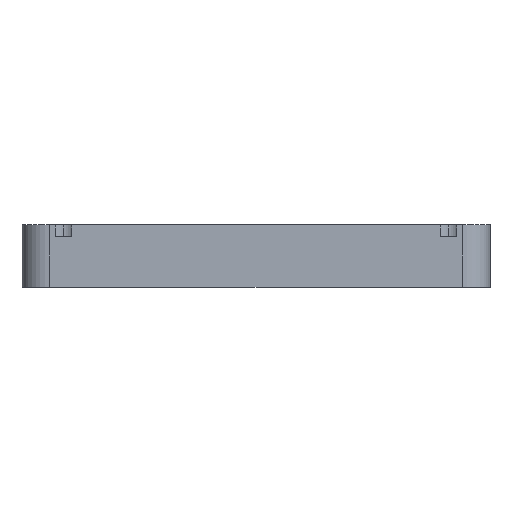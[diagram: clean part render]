
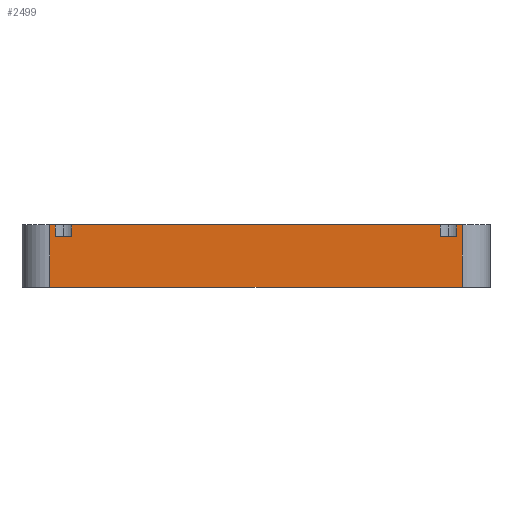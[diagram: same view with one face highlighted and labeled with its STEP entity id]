
A CAD part, left-side view. The second image highlights one B-rep face of the part: STEP entity #2499.
In plain terms, the highlighted planar face has unit normal (-1, 0, 0).
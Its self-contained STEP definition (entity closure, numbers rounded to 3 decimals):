
#70 = ORIENTED_EDGE ( 'NONE', *, *, #1213, .F. ) ;
#87 = LINE ( 'NONE', #2207, #3508 ) ;
#151 = CARTESIAN_POINT ( 'NONE',  ( -29.85, 0., 6.2 ) ) ;
#302 = EDGE_CURVE ( 'NONE', #1203, #3612, #2669, .T. ) ;
#458 = ORIENTED_EDGE ( 'NONE', *, *, #1102, .T. ) ;
#460 = ORIENTED_EDGE ( 'NONE', *, *, #3485, .F. ) ;
#514 = VECTOR ( 'NONE', #2383, 1000. ) ;
#581 = EDGE_CURVE ( 'NONE', #4297, #2194, #4034, .T. ) ;
#613 = FACE_OUTER_BOUND ( 'NONE', #1717, .T. ) ;
#636 = VECTOR ( 'NONE', #2290, 1000. ) ;
#663 = CARTESIAN_POINT ( 'NONE',  ( -29.85, 4.597, 4.2 ) ) ;
#782 = CARTESIAN_POINT ( 'NONE',  ( -29.85, 0., 6.2 ) ) ;
#802 = CARTESIAN_POINT ( 'NONE',  ( -29.85, 74.117, 4.2 ) ) ;
#806 = DIRECTION ( 'NONE',  ( 0., -1., 0. ) ) ;
#935 = EDGE_CURVE ( 'NONE', #3786, #2959, #3186, .T. ) ;
#1008 = VECTOR ( 'NONE', #1406, 1000. ) ;
#1102 = EDGE_CURVE ( 'NONE', #2079, #2194, #2237, .T. ) ;
#1169 = ORIENTED_EDGE ( 'NONE', *, *, #3805, .T. ) ;
#1203 = VERTEX_POINT ( 'NONE', #1941 ) ;
#1213 = EDGE_CURVE ( 'NONE', #1203, #3961, #3694, .T. ) ;
#1233 = DIRECTION ( 'NONE',  ( 0., 1., 0. ) ) ;
#1235 = DIRECTION ( 'NONE',  ( 0., 0., 1. ) ) ;
#1406 = DIRECTION ( 'NONE',  ( 0., 0., -1. ) ) ;
#1473 = LINE ( 'NONE', #782, #2563 ) ;
#1541 = AXIS2_PLACEMENT_3D ( 'NONE', #2004, #2654, #1233 ) ;
#1544 = CARTESIAN_POINT ( 'NONE',  ( -29.85, 0.6, -5. ) ) ;
#1546 = VECTOR ( 'NONE', #1235, 1000. ) ;
#1585 = CARTESIAN_POINT ( 'NONE',  ( -29.85, 4.597, 4.2 ) ) ;
#1599 = VECTOR ( 'NONE', #2381, 1000. ) ;
#1717 = EDGE_LOOP ( 'NONE', ( #3202, #2775, #2915, #460, #3499, #1169, #4200, #70, #2810, #3480, #458, #2226 ) ) ;
#1720 = CARTESIAN_POINT ( 'NONE',  ( -29.85, 4.597, 6.2 ) ) ;
#1803 = VERTEX_POINT ( 'NONE', #3795 ) ;
#1937 = CARTESIAN_POINT ( 'NONE',  ( -29.85, 80.1, 4.2 ) ) ;
#1941 = CARTESIAN_POINT ( 'NONE',  ( -29.85, 75.1, 6.2 ) ) ;
#2004 = CARTESIAN_POINT ( 'NONE',  ( -29.85, 80.1, -5. ) ) ;
#2079 = VERTEX_POINT ( 'NONE', #1544 ) ;
#2192 = DIRECTION ( 'NONE',  ( 0., 0., 1. ) ) ;
#2194 = VERTEX_POINT ( 'NONE', #4494 ) ;
#2207 = CARTESIAN_POINT ( 'NONE',  ( -29.85, 0., -5. ) ) ;
#2216 = CARTESIAN_POINT ( 'NONE',  ( -29.85, 0.6, -5. ) ) ;
#2226 = ORIENTED_EDGE ( 'NONE', *, *, #581, .F. ) ;
#2237 = LINE ( 'NONE', #2216, #2988 ) ;
#2285 = LINE ( 'NONE', #1937, #3520 ) ;
#2290 = DIRECTION ( 'NONE',  ( 0., -1., 0. ) ) ;
#2381 = DIRECTION ( 'NONE',  ( 0., -1., 0. ) ) ;
#2383 = DIRECTION ( 'NONE',  ( 0., 1., 0. ) ) ;
#2407 = LINE ( 'NONE', #4144, #514 ) ;
#2455 = LINE ( 'NONE', #4198, #3516 ) ;
#2499 = ADVANCED_FACE ( 'NONE', ( #613 ), #4417, .T. ) ;
#2563 = VECTOR ( 'NONE', #3888, 1000. ) ;
#2654 = DIRECTION ( 'NONE',  ( -1., 0., 0. ) ) ;
#2669 = LINE ( 'NONE', #4080, #1008 ) ;
#2775 = ORIENTED_EDGE ( 'NONE', *, *, #3296, .T. ) ;
#2781 = EDGE_CURVE ( 'NONE', #1803, #4297, #3283, .T. ) ;
#2790 = DIRECTION ( 'NONE',  ( 0., 0., -1. ) ) ;
#2810 = ORIENTED_EDGE ( 'NONE', *, *, #302, .T. ) ;
#2915 = ORIENTED_EDGE ( 'NONE', *, *, #935, .F. ) ;
#2959 = VERTEX_POINT ( 'NONE', #1585 ) ;
#2960 = EDGE_CURVE ( 'NONE', #4232, #4279, #2984, .T. ) ;
#2962 = DIRECTION ( 'NONE',  ( 0., 0., 1. ) ) ;
#2976 = DIRECTION ( 'NONE',  ( 0., 1., 0. ) ) ;
#2984 = LINE ( 'NONE', #4398, #1546 ) ;
#2988 = VECTOR ( 'NONE', #2192, 1000. ) ;
#3045 = EDGE_CURVE ( 'NONE', #3961, #3863, #2455, .T. ) ;
#3186 = LINE ( 'NONE', #663, #4077 ) ;
#3202 = ORIENTED_EDGE ( 'NONE', *, *, #2781, .F. ) ;
#3204 = CARTESIAN_POINT ( 'NONE',  ( -29.85, 71.102, 4.2 ) ) ;
#3283 = LINE ( 'NONE', #3309, #3297 ) ;
#3296 = EDGE_CURVE ( 'NONE', #1803, #2959, #2285, .T. ) ;
#3297 = VECTOR ( 'NONE', #2962, 1000. ) ;
#3309 = CARTESIAN_POINT ( 'NONE',  ( -29.85, 1.583, 4.2 ) ) ;
#3352 = CARTESIAN_POINT ( 'NONE',  ( -29.85, 0., 6.2 ) ) ;
#3480 = ORIENTED_EDGE ( 'NONE', *, *, #3511, .T. ) ;
#3485 = EDGE_CURVE ( 'NONE', #4279, #3786, #1473, .T. ) ;
#3499 = ORIENTED_EDGE ( 'NONE', *, *, #2960, .F. ) ;
#3508 = VECTOR ( 'NONE', #806, 1000. ) ;
#3511 = EDGE_CURVE ( 'NONE', #3612, #2079, #87, .T. ) ;
#3516 = VECTOR ( 'NONE', #3869, 1000. ) ;
#3520 = VECTOR ( 'NONE', #2976, 1000. ) ;
#3612 = VERTEX_POINT ( 'NONE', #3750 ) ;
#3694 = LINE ( 'NONE', #3352, #636 ) ;
#3750 = CARTESIAN_POINT ( 'NONE',  ( -29.85, 75.1, -5. ) ) ;
#3786 = VERTEX_POINT ( 'NONE', #1720 ) ;
#3795 = CARTESIAN_POINT ( 'NONE',  ( -29.85, 1.583, 4.2 ) ) ;
#3805 = EDGE_CURVE ( 'NONE', #4232, #3863, #2407, .T. ) ;
#3863 = VERTEX_POINT ( 'NONE', #802 ) ;
#3869 = DIRECTION ( 'NONE',  ( 0., 0., -1. ) ) ;
#3888 = DIRECTION ( 'NONE',  ( 0., -1., 0. ) ) ;
#3961 = VERTEX_POINT ( 'NONE', #4483 ) ;
#3969 = CARTESIAN_POINT ( 'NONE',  ( -29.85, 71.102, 6.2 ) ) ;
#3991 = CARTESIAN_POINT ( 'NONE',  ( -29.85, 1.583, 6.2 ) ) ;
#4034 = LINE ( 'NONE', #151, #1599 ) ;
#4077 = VECTOR ( 'NONE', #2790, 1000. ) ;
#4080 = CARTESIAN_POINT ( 'NONE',  ( -29.85, 75.1, -5. ) ) ;
#4144 = CARTESIAN_POINT ( 'NONE',  ( -29.85, 80.1, 4.2 ) ) ;
#4198 = CARTESIAN_POINT ( 'NONE',  ( -29.85, 74.117, 4.2 ) ) ;
#4200 = ORIENTED_EDGE ( 'NONE', *, *, #3045, .F. ) ;
#4232 = VERTEX_POINT ( 'NONE', #3204 ) ;
#4279 = VERTEX_POINT ( 'NONE', #3969 ) ;
#4297 = VERTEX_POINT ( 'NONE', #3991 ) ;
#4398 = CARTESIAN_POINT ( 'NONE',  ( -29.85, 71.102, 4.2 ) ) ;
#4417 = PLANE ( 'NONE',  #1541 ) ;
#4483 = CARTESIAN_POINT ( 'NONE',  ( -29.85, 74.117, 6.2 ) ) ;
#4494 = CARTESIAN_POINT ( 'NONE',  ( -29.85, 0.6, 6.2 ) ) ;
